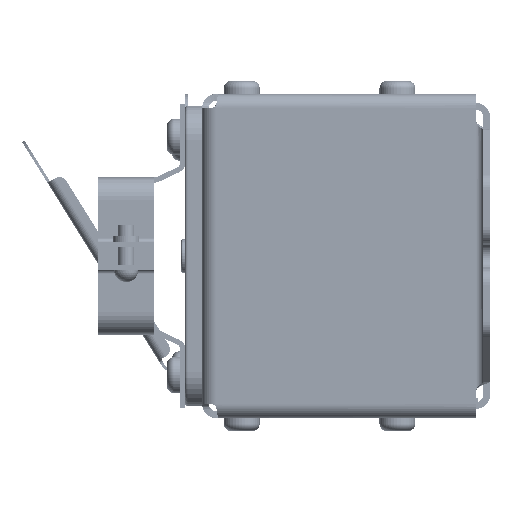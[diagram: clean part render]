
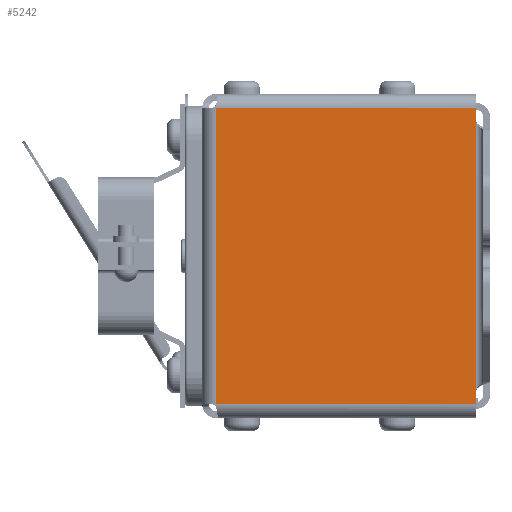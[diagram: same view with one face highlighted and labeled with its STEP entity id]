
A CAD part, left-side view. The second image highlights one B-rep face of the part: STEP entity #5242.
In plain terms, the highlighted planar face has unit normal (-1, 0, 0).
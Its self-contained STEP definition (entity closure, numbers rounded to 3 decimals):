
#76=DIRECTION('',(0.,-1.,0.));
#77=VECTOR('',#76,45.923);
#78=CARTESIAN_POINT('',(-101.549,-1.829,-26.137));
#79=LINE('',#78,#77);
#91=DIRECTION('',(0.,0.,-1.));
#92=VECTOR('',#91,2.309);
#93=CARTESIAN_POINT('',(-101.549,-47.752,26.137));
#94=LINE('',#93,#92);
#95=DIRECTION('',(0.,0.,-1.));
#96=VECTOR('',#95,2.309);
#97=CARTESIAN_POINT('',(-101.549,-47.752,-23.828));
#98=LINE('',#97,#96);
#103=DIRECTION('',(0.,1.,0.));
#104=VECTOR('',#103,45.923);
#105=CARTESIAN_POINT('',(-101.549,-47.752,26.137));
#106=LINE('',#105,#104);
#536=DIRECTION('',(0.,0.,1.));
#537=VECTOR('',#536,47.656);
#538=CARTESIAN_POINT('',(-101.549,-47.752,
-23.828));
#539=LINE('',#538,#537);
#3104=CARTESIAN_POINT('',(-101.549,-1.829,
26.137));
#3106=DIRECTION('',(0.,0.,-1.));
#3107=VECTOR('',#3106,52.273);
#3108=CARTESIAN_POINT('',(-101.549,-1.829,
26.137));
#3109=LINE('',#3108,#3107);
#4232=VERTEX_POINT('',#3104);
#4233=CARTESIAN_POINT('',(-101.549,-1.829,
-26.137));
#4234=VERTEX_POINT('',#4233);
#4241=CARTESIAN_POINT('',(-101.549,-47.752,
-26.137));
#4242=VERTEX_POINT('',#4241);
#4243=CARTESIAN_POINT('',(-101.549,-47.752,
26.137));
#4244=VERTEX_POINT('',#4243);
#4245=CARTESIAN_POINT('',(-101.549,-47.752,
23.828));
#4246=VERTEX_POINT('',#4245);
#4247=CARTESIAN_POINT('',(-101.549,-47.752,
-23.828));
#4248=VERTEX_POINT('',#4247);
#5224=CARTESIAN_POINT('',(-101.549,-49.784,28.575));
#5225=DIRECTION('',(-1.,0.,0.));
#5226=DIRECTION('',(0.,0.,1.));
#5227=AXIS2_PLACEMENT_3D('',#5224,#5225,#5226);
#5228=PLANE('',#5227);
#5230=ORIENTED_EDGE('',*,*,#5229,.F.);
#5232=ORIENTED_EDGE('',*,*,#5231,.T.);
#5234=ORIENTED_EDGE('',*,*,#5233,.F.);
#5236=ORIENTED_EDGE('',*,*,#5235,.T.);
#5237=ORIENTED_EDGE('',*,*,#5210,.F.);
#5239=ORIENTED_EDGE('',*,*,#5238,.F.);
#5240=EDGE_LOOP('',(#5230,#5232,#5234,#5236,#5237,#5239));
#5241=FACE_OUTER_BOUND('',#5240,.F.);
#5242=ADVANCED_FACE('',(#5241),#5228,.T.);
#5210=EDGE_CURVE('',#4234,#4242,#79,.T.);
#5229=EDGE_CURVE('',#4244,#4232,#106,.T.);
#5231=EDGE_CURVE('',#4244,#4246,#94,.T.);
#5233=EDGE_CURVE('',#4248,#4246,#539,.T.);
#5235=EDGE_CURVE('',#4248,#4242,#98,.T.);
#5238=EDGE_CURVE('',#4232,#4234,#3109,.T.);
